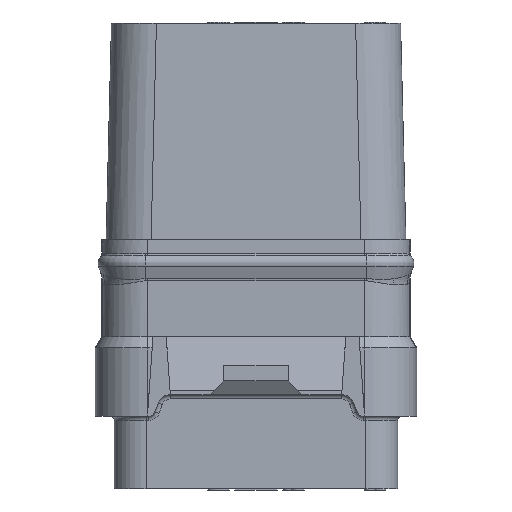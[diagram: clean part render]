
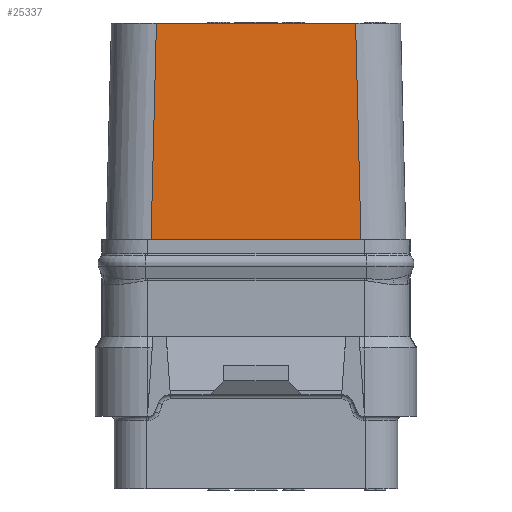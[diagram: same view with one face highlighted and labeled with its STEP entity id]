
A CAD part, front view. The second image highlights one B-rep face of the part: STEP entity #25337.
In plain terms, the highlighted planar face has unit normal (0, -1, 0.025).
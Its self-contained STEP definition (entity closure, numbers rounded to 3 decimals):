
#71=DIRECTION('',(1.,0.,0.));
#72=VECTOR('',#71,9.8);
#73=CARTESIAN_POINT('',(-4.9,-6.,0.));
#74=LINE('',#73,#72);
#163=DIRECTION('',(1.,0.,0.));
#164=VECTOR('',#163,9.3);
#165=CARTESIAN_POINT('',(-4.65,-5.75,10.12));
#166=LINE('',#165,#164);
#1363=DIRECTION('',(-0.025,0.025,0.999));
#1364=VECTOR('',#1363,10.126);
#1365=CARTESIAN_POINT('',(4.9,-6.,0.));
#1366=LINE('',#1365,#1364);
#1367=DIRECTION('',(0.025,0.025,0.999));
#1368=VECTOR('',#1367,10.126);
#1369=CARTESIAN_POINT('',(-4.9,-6.,0.));
#1370=LINE('',#1369,#1368);
#19241=CARTESIAN_POINT('',(-4.65,-5.75,10.12));
#19242=VERTEX_POINT('',#19241);
#19243=CARTESIAN_POINT('',(4.65,-5.75,10.12));
#19244=VERTEX_POINT('',#19243);
#19257=CARTESIAN_POINT('',(-4.9,-6.,0.));
#19258=VERTEX_POINT('',#19257);
#19259=CARTESIAN_POINT('',(4.9,-6.,0.));
#19260=VERTEX_POINT('',#19259);
#25325=CARTESIAN_POINT('',(0.,-5.875,5.06));
#25326=DIRECTION('',(0.,-1.,0.025));
#25327=DIRECTION('',(1.,0.,0.));
#25328=AXIS2_PLACEMENT_3D('',#25325,#25326,#25327);
#25329=PLANE('',#25328);
#25330=ORIENTED_EDGE('',*,*,#24450,.F.);
#25332=ORIENTED_EDGE('',*,*,#25331,.T.);
#25333=ORIENTED_EDGE('',*,*,#24555,.T.);
#25334=ORIENTED_EDGE('',*,*,#25318,.F.);
#25335=EDGE_LOOP('',(#25330,#25332,#25333,#25334));
#25336=FACE_OUTER_BOUND('',#25335,.F.);
#25337=ADVANCED_FACE('',(#25336),#25329,.T.);
#24450=EDGE_CURVE('',#19258,#19260,#74,.T.);
#24555=EDGE_CURVE('',#19242,#19244,#166,.T.);
#25318=EDGE_CURVE('',#19260,#19244,#1366,.T.);
#25331=EDGE_CURVE('',#19258,#19242,#1370,.T.);
